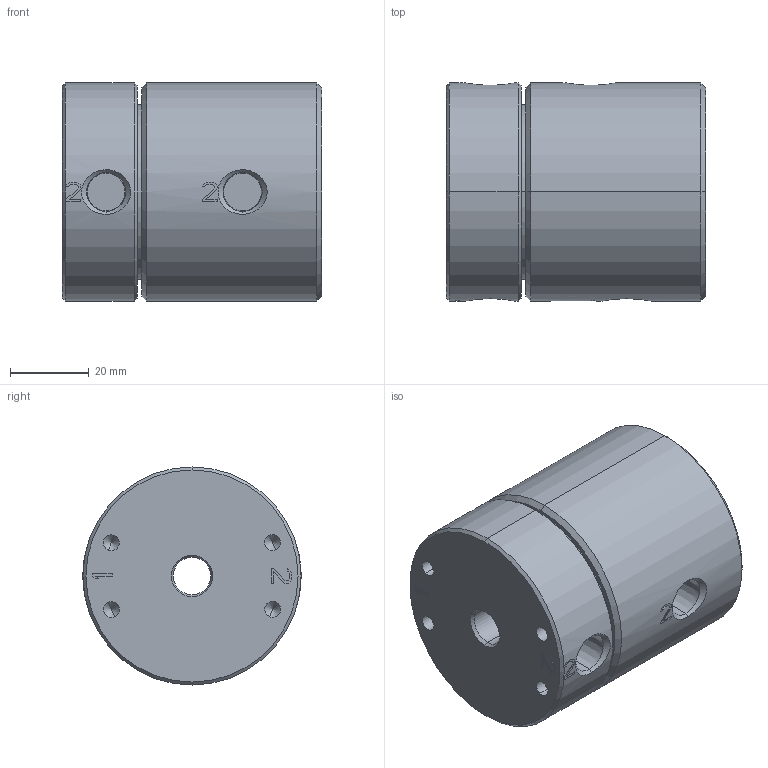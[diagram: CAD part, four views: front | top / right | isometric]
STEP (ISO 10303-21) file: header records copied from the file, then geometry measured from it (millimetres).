
FILE_DESCRIPTION((''),'2;1');
FILE_NAME('ILCP3224201','2023-02-18T07:59:23',('Jweaver'),(''),'CREO PARAMETRIC BY PTC INC, 2021164','CREO PARAMETRIC BY PTC INC, 2021164','');
FILE_SCHEMA(('AUTOMOTIVE_DESIGN { 1 0 10303 214 1 1 1 1 }'));
Length unit declared in the file: inch
Products named in the file (1): ILCP3224201
Bounding box: 65.99 x 55.55 x 55.55 mm (x, y, z)
Volume: 145435.2 mm3; surface area: 22578.7 mm2
Topology: 1 solids, 1 shells, 220 faces, 551 edges, 340 vertices
Faces by surface type: plane 122, cylinder 48, cone 46, torus 4
Entity records: 6899 total; most frequent: CARTESIAN_POINT 1350, DIRECTION 1095, ORIENTED_EDGE 1070, EDGE_CURVE 535, VECTOR 368, LINE 368, AXIS2_PLACEMENT_3D 362, VERTEX_POINT 340
